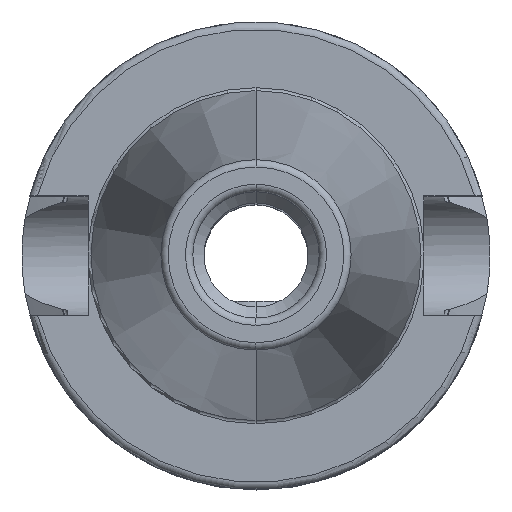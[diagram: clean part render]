
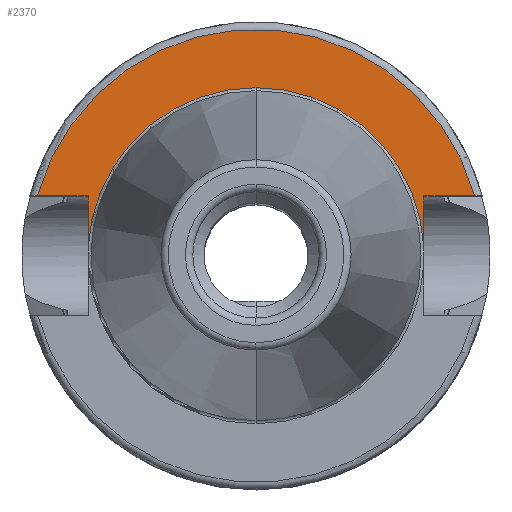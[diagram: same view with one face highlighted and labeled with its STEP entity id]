
A CAD part, top view. The second image highlights one B-rep face of the part: STEP entity #2370.
In plain terms, the highlighted planar face has unit normal (0, 0, 1).
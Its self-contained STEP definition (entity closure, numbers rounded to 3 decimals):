
#687=DIRECTION('',(0,1,0));
#688=VECTOR('',#687,6.987);
#689=CARTESIAN_POINT('',(-22.6,1.063,25));
#690=LINE('',#689,#688);
#691=DIRECTION('',(1,0,0));
#692=VECTOR('',#691,6.818);
#693=CARTESIAN_POINT('',(-29.418,8.05,25));
#694=LINE('',#693,#692);
#695=DIRECTION('',(-1,0,0));
#696=VECTOR('',#695,6.818);
#697=CARTESIAN_POINT('',(29.418,8.05,25));
#698=LINE('',#697,#696);
#699=DIRECTION('',(0,-1,0));
#700=VECTOR('',#699,6.987);
#701=CARTESIAN_POINT('',(22.6,8.05,25));
#702=LINE('',#701,#700);
#709=CARTESIAN_POINT('',(0,0,25));
#710=DIRECTION('',(0,0,1));
#711=DIRECTION('',(0,1,0));
#712=AXIS2_PLACEMENT_3D('',#709,#710,#711);
#740=CARTESIAN_POINT('',(0,0,25));
#741=DIRECTION('',(0,0,-1));
#742=DIRECTION('',(0,1,0));
#743=AXIS2_PLACEMENT_3D('',#740,#741,#742);
#792=CARTESIAN_POINT('',(0,0,25));
#793=DIRECTION('',(0,0,1));
#794=DIRECTION('',(0.965,0.264,0));
#795=AXIS2_PLACEMENT_3D('',#792,#793,#794);
#1431=CARTESIAN_POINT('',(-22.6,1.063,25));
#1432=CARTESIAN_POINT('',(-22.6,8.05,25));
#1433=VERTEX_POINT('',#1431);
#1434=VERTEX_POINT('',#1432);
#1435=CARTESIAN_POINT('',(-29.418,8.05,25));
#1436=VERTEX_POINT('',#1435);
#1437=CARTESIAN_POINT('',(22.6,8.05,25));
#1438=CARTESIAN_POINT('',(22.6,1.063,25));
#1439=VERTEX_POINT('',#1437);
#1440=VERTEX_POINT('',#1438);
#1447=CARTESIAN_POINT('',(29.418,8.05,25));
#1448=VERTEX_POINT('',#1447);
#1495=CARTESIAN_POINT('',(0,22.625,25));
#1497=VERTEX_POINT('',#1495);
#2351=CARTESIAN_POINT('',(0,0,25));
#2352=DIRECTION('',(0,0,-1));
#2353=DIRECTION('',(0,-1,0));
#2354=AXIS2_PLACEMENT_3D('',#2351,#2352,#2353);
#2355=PLANE('',#2354);
#2356=ORIENTED_EDGE('',*,*,#2108,.T.);
#2357=ORIENTED_EDGE('',*,*,#2137,.F.);
#2359=ORIENTED_EDGE('',*,*,#2358,.F.);
#2361=ORIENTED_EDGE('',*,*,#2360,.T.);
#2363=ORIENTED_EDGE('',*,*,#2362,.T.);
#2365=ORIENTED_EDGE('',*,*,#2364,.F.);
#2367=ORIENTED_EDGE('',*,*,#2366,.T.);
#2368=EDGE_LOOP('',(#2356,#2357,#2359,#2361,#2363,#2365,#2367));
#2369=FACE_OUTER_BOUND('',#2368,.F.);
#2370=ADVANCED_FACE('',(#2369),#2355,.F.);
#713=CIRCLE('',#712,22.625);
#744=CIRCLE('',#743,22.625);
#796=CIRCLE('',#795,30.5);
#2108=EDGE_CURVE('',#1433,#1434,#690,.T.);
#2137=EDGE_CURVE('',#1436,#1434,#694,.T.);
#2358=EDGE_CURVE('',#1448,#1436,#796,.T.);
#2360=EDGE_CURVE('',#1448,#1439,#698,.T.);
#2362=EDGE_CURVE('',#1439,#1440,#702,.T.);
#2364=EDGE_CURVE('',#1497,#1440,#744,.T.);
#2366=EDGE_CURVE('',#1497,#1433,#713,.T.);
